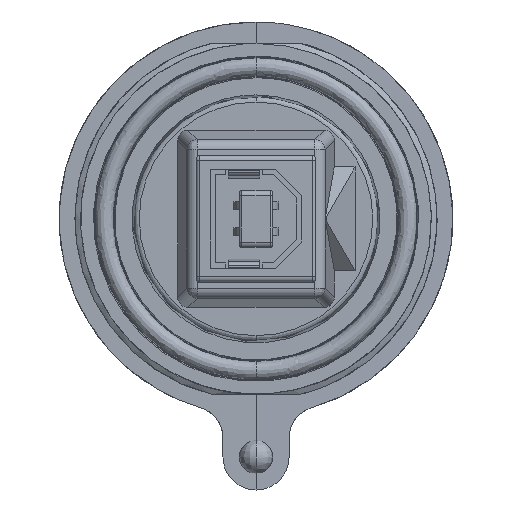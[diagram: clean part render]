
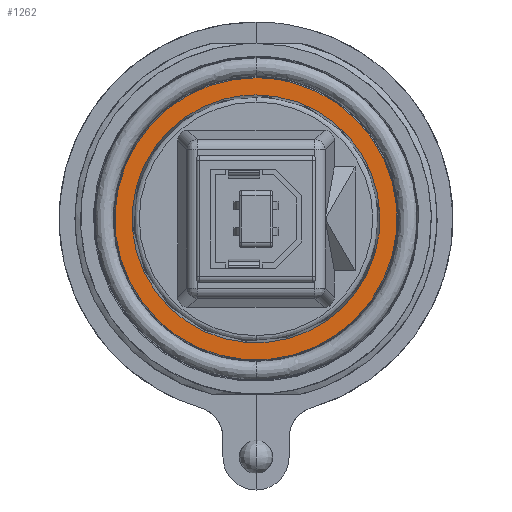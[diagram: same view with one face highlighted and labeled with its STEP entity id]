
A CAD part, left-side view. The second image highlights one B-rep face of the part: STEP entity #1262.
In plain terms, the highlighted planar face has unit normal (-1, 0, 0).
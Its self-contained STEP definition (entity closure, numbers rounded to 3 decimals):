
#1262=ADVANCED_FACE('',(#2982,#2983),#2984,.F.);
#2982=FACE_OUTER_BOUND('',#5865,.T.);
#2983=FACE_BOUND('',#5866,.T.);
#2984=PLANE('',#5867);
#5865=EDGE_LOOP('',(#10339,#10340,#10341));
#5866=EDGE_LOOP('',(#10342,#10343,#10344));
#5867=AXIS2_PLACEMENT_3D('',#10345,#10346,#10347);
#10339=ORIENTED_EDGE('',*,*,#13814,.T.);
#10340=ORIENTED_EDGE('',*,*,#12832,.T.);
#10341=ORIENTED_EDGE('',*,*,#13815,.T.);
#10342=ORIENTED_EDGE('',*,*,#12849,.F.);
#10343=ORIENTED_EDGE('',*,*,#12848,.F.);
#10344=ORIENTED_EDGE('',*,*,#13185,.F.);
#10345=CARTESIAN_POINT('',(0.0,14.145,0.));
#10346=DIRECTION('',(1.0,0.0,0.0));
#10347=DIRECTION('',(0.0,1.0,0.0));
#12832=EDGE_CURVE('',#21674,#21672,#21675,.T.);
#12848=EDGE_CURVE('',#21700,#21703,#21704,.T.);
#12849=EDGE_CURVE('',#21703,#21705,#21706,.T.);
#13185=EDGE_CURVE('',#21705,#21700,#22225,.T.);
#13814=EDGE_CURVE('',#23142,#21674,#23143,.T.);
#13815=EDGE_CURVE('',#21672,#23142,#23144,.T.);
#21672=VERTEX_POINT('',#26902);
#21674=VERTEX_POINT('',#26905);
#21675=CIRCLE('',#26906,13.593);
#21700=VERTEX_POINT('',#26934);
#21703=VERTEX_POINT('',#26938);
#21704=CIRCLE('',#26939,11.941);
#21705=VERTEX_POINT('',#26940);
#21706=CIRCLE('',#26941,11.941);
#22225=CIRCLE('',#27678,11.941);
#23142=VERTEX_POINT('',#29010);
#23143=CIRCLE('',#29011,13.593);
#23144=CIRCLE('',#29012,13.593);
#26902=CARTESIAN_POINT('',(0.0,-3.546,13.123));
#26905=CARTESIAN_POINT('',(0.0,3.546,-13.123));
#26906=AXIS2_PLACEMENT_3D('',#32216,#32217,#32218);
#26934=CARTESIAN_POINT('',(0.0,-3.115,-11.527));
#26938=CARTESIAN_POINT('',(0.0,0.0,11.941));
#26939=AXIS2_PLACEMENT_3D('',#32250,#32251,#32252);
#26940=CARTESIAN_POINT('',(0.0,3.115,11.527));
#26941=AXIS2_PLACEMENT_3D('',#32253,#32254,#32255);
#27678=AXIS2_PLACEMENT_3D('',#32654,#32655,#32656);
#29010=CARTESIAN_POINT('',(0.0,0.0,13.593));
#29011=AXIS2_PLACEMENT_3D('',#33369,#33370,#33371);
#29012=AXIS2_PLACEMENT_3D('',#33372,#33373,#33374);
#32216=CARTESIAN_POINT('',(0.0,0.0,0.0));
#32217=DIRECTION('',(-1.0,0.0,0.0));
#32218=DIRECTION('',(0.0,0.0,-1.0));
#32250=CARTESIAN_POINT('',(0.0,0.0,0.0));
#32251=DIRECTION('',(-1.0,0.0,0.0));
#32252=DIRECTION('',(0.0,0.0,-1.0));
#32253=CARTESIAN_POINT('',(0.0,0.0,0.0));
#32254=DIRECTION('',(-1.0,0.0,0.0));
#32255=DIRECTION('',(0.0,0.0,-1.0));
#32654=CARTESIAN_POINT('',(0.0,0.0,0.0));
#32655=DIRECTION('',(-1.0,0.0,0.0));
#32656=DIRECTION('',(0.0,0.0,-1.0));
#33369=CARTESIAN_POINT('',(0.0,0.0,0.0));
#33370=DIRECTION('',(-1.0,0.0,0.0));
#33371=DIRECTION('',(0.0,0.0,-1.0));
#33372=CARTESIAN_POINT('',(0.0,0.0,0.0));
#33373=DIRECTION('',(-1.0,0.0,0.0));
#33374=DIRECTION('',(0.0,0.0,-1.0));
